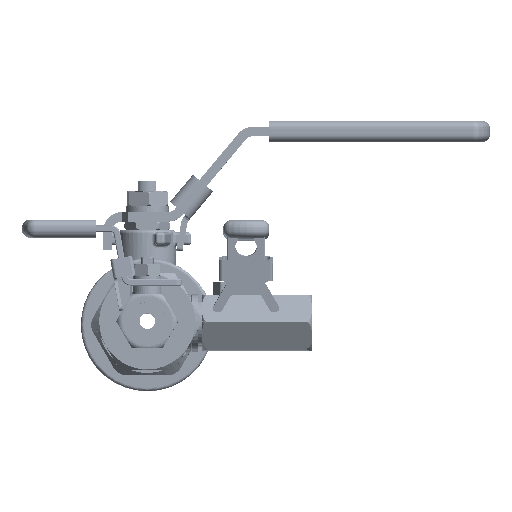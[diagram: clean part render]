
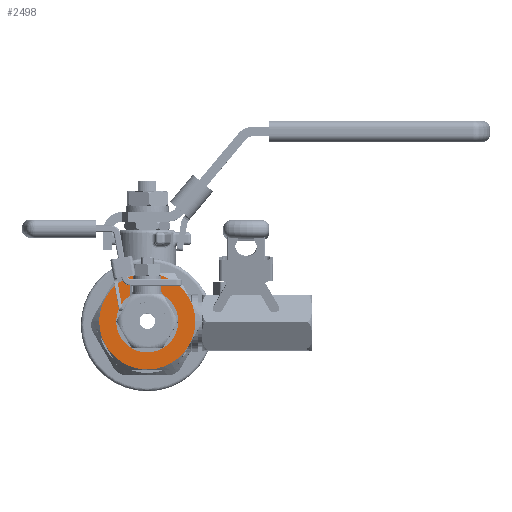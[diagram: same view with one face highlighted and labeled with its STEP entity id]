
A CAD part, top view. The second image highlights one B-rep face of the part: STEP entity #2498.
In plain terms, the highlighted planar face has unit normal (0, 0, 1).
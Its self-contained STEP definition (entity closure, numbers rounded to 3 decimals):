
#1043 = DIRECTION ( 'NONE',  ( 0., 0., 1. ) ) ;
#2427 = CARTESIAN_POINT ( 'NONE',  ( 0., -15.2, 23.5 ) ) ;
#2498 = ADVANCED_FACE ( 'NONE', ( #13306, #12945 ), #18987, .T. ) ;
#3895 = DIRECTION ( 'NONE',  ( 0., 0., 1. ) ) ;
#6606 = AXIS2_PLACEMENT_3D ( 'NONE', #15999, #33347, #23498 ) ;
#7751 = DIRECTION ( 'NONE',  ( 0., 0., 1. ) ) ;
#11371 = VERTEX_POINT ( 'NONE', #45575 ) ;
#12370 = AXIS2_PLACEMENT_3D ( 'NONE', #32614, #44293, #61894 ) ;
#12945 = FACE_OUTER_BOUND ( 'NONE', #24501, .T. ) ;
#13306 = FACE_BOUND ( 'NONE', #67900, .T. ) ;
#13978 = CARTESIAN_POINT ( 'NONE',  ( 0., 0., 23.5 ) ) ;
#14793 = ORIENTED_EDGE ( 'NONE', *, *, #62300, .T. ) ;
#15106 = ORIENTED_EDGE ( 'NONE', *, *, #33372, .T. ) ;
#15341 = ORIENTED_EDGE ( 'NONE', *, *, #48465, .T. ) ;
#15358 = CARTESIAN_POINT ( 'NONE',  ( 9.8, 0., 23.5 ) ) ;
#15999 = CARTESIAN_POINT ( 'NONE',  ( 0., 0., 23.5 ) ) ;
#17600 = CARTESIAN_POINT ( 'NONE',  ( 13.164, -7.6, 23.5 ) ) ;
#18602 = VERTEX_POINT ( 'NONE', #27771 ) ;
#18666 = CIRCLE ( 'NONE', #63080, 15.2 ) ;
#18987 = PLANE ( 'NONE',  #48885 ) ;
#19092 = CARTESIAN_POINT ( 'NONE',  ( 0., 0., 23.5 ) ) ;
#19830 = DIRECTION ( 'NONE',  ( 0., 0., 1. ) ) ;
#19947 = ORIENTED_EDGE ( 'NONE', *, *, #29773, .T. ) ;
#20636 = EDGE_CURVE ( 'NONE', #11371, #47487, #29046, .T. ) ;
#21145 = VERTEX_POINT ( 'NONE', #2427 ) ;
#21846 = AXIS2_PLACEMENT_3D ( 'NONE', #26099, #3895, #60672 ) ;
#23498 = DIRECTION ( 'NONE',  ( -1., 0., 0. ) ) ;
#23986 = DIRECTION ( 'NONE',  ( 1., 0., 0. ) ) ;
#24419 = CIRCLE ( 'NONE', #73649, 15.2 ) ;
#24501 = EDGE_LOOP ( 'NONE', ( #19947, #14793, #50766, #15341, #42224, #74041, #15106 ) ) ;
#25427 = DIRECTION ( 'NONE',  ( 1., 0., 0. ) ) ;
#25873 = ORIENTED_EDGE ( 'NONE', *, *, #27698, .F. ) ;
#26099 = CARTESIAN_POINT ( 'NONE',  ( 0., 0., 23.5 ) ) ;
#27698 = EDGE_CURVE ( 'NONE', #47487, #11371, #68524, .T. ) ;
#27771 = CARTESIAN_POINT ( 'NONE',  ( 0., 15.2, 23.5 ) ) ;
#29046 = CIRCLE ( 'NONE', #71105, 9.8 ) ;
#29773 = EDGE_CURVE ( 'NONE', #39332, #47720, #47078, .T. ) ;
#29884 = CARTESIAN_POINT ( 'NONE',  ( 13.164, 7.6, 23.5 ) ) ;
#32579 = EDGE_CURVE ( 'NONE', #66121, #18602, #39069, .T. ) ;
#32614 = CARTESIAN_POINT ( 'NONE',  ( 0., 0., 23.5 ) ) ;
#33347 = DIRECTION ( 'NONE',  ( 0., 0., -1. ) ) ;
#33372 = EDGE_CURVE ( 'NONE', #21145, #39332, #18666, .T. ) ;
#35813 = CARTESIAN_POINT ( 'NONE',  ( -13.164, 7.6, 23.5 ) ) ;
#35936 = DIRECTION ( 'NONE',  ( 0., 0., 1. ) ) ;
#37260 = CARTESIAN_POINT ( 'NONE',  ( -15.2, 0., 23.5 ) ) ;
#39069 = CIRCLE ( 'NONE', #6606, 15.2 ) ;
#39332 = VERTEX_POINT ( 'NONE', #17600 ) ;
#41943 = DIRECTION ( 'NONE',  ( 1., 0., 0. ) ) ;
#42224 = ORIENTED_EDGE ( 'NONE', *, *, #48577, .T. ) ;
#42593 = DIRECTION ( 'NONE',  ( 1., 0., 0. ) ) ;
#44293 = DIRECTION ( 'NONE',  ( 0., 0., 1. ) ) ;
#44468 = CARTESIAN_POINT ( 'NONE',  ( 0., 0., 23.5 ) ) ;
#45575 = CARTESIAN_POINT ( 'NONE',  ( -9.8, 0., 23.5 ) ) ;
#46059 = CIRCLE ( 'NONE', #12370, 15.2 ) ;
#47078 = CIRCLE ( 'NONE', #21846, 15.2 ) ;
#47487 = VERTEX_POINT ( 'NONE', #15358 ) ;
#47720 = VERTEX_POINT ( 'NONE', #29884 ) ;
#48178 = AXIS2_PLACEMENT_3D ( 'NONE', #70268, #63882, #52234 ) ;
#48465 = EDGE_CURVE ( 'NONE', #66121, #73935, #24419, .T. ) ;
#48577 = EDGE_CURVE ( 'NONE', #73935, #56515, #46059, .T. ) ;
#48685 = CARTESIAN_POINT ( 'NONE',  ( 0., 0., 23.5 ) ) ;
#48778 = AXIS2_PLACEMENT_3D ( 'NONE', #58515, #7751, #25427 ) ;
#48885 = AXIS2_PLACEMENT_3D ( 'NONE', #48685, #35936, #41943 ) ;
#50766 = ORIENTED_EDGE ( 'NONE', *, *, #32579, .F. ) ;
#52234 = DIRECTION ( 'NONE',  ( 1., 0., 0. ) ) ;
#52701 = CARTESIAN_POINT ( 'NONE',  ( -13.164, -7.6, 23.5 ) ) ;
#54066 = DIRECTION ( 'NONE',  ( 1., 0., 0. ) ) ;
#55300 = AXIS2_PLACEMENT_3D ( 'NONE', #13978, #71519, #42593 ) ;
#55927 = CIRCLE ( 'NONE', #48778, 15.2 ) ;
#56515 = VERTEX_POINT ( 'NONE', #52701 ) ;
#57677 = CIRCLE ( 'NONE', #55300, 15.2 ) ;
#58515 = CARTESIAN_POINT ( 'NONE',  ( 0., 0., 23.5 ) ) ;
#60065 = CARTESIAN_POINT ( 'NONE',  ( 0., 0., 23.5 ) ) ;
#60672 = DIRECTION ( 'NONE',  ( 1., 0., 0. ) ) ;
#61697 = DIRECTION ( 'NONE',  ( 0., 0., 1. ) ) ;
#61894 = DIRECTION ( 'NONE',  ( 1., 0., 0. ) ) ;
#62300 = EDGE_CURVE ( 'NONE', #47720, #18602, #57677, .T. ) ;
#63080 = AXIS2_PLACEMENT_3D ( 'NONE', #19092, #1043, #23986 ) ;
#63882 = DIRECTION ( 'NONE',  ( 0., 0., 1. ) ) ;
#66121 = VERTEX_POINT ( 'NONE', #35813 ) ;
#66980 = ORIENTED_EDGE ( 'NONE', *, *, #20636, .F. ) ;
#67900 = EDGE_LOOP ( 'NONE', ( #66980, #25873 ) ) ;
#68524 = CIRCLE ( 'NONE', #48178, 9.8 ) ;
#70268 = CARTESIAN_POINT ( 'NONE',  ( 0., 0., 23.5 ) ) ;
#71105 = AXIS2_PLACEMENT_3D ( 'NONE', #44468, #61697, #73731 ) ;
#71519 = DIRECTION ( 'NONE',  ( 0., 0., 1. ) ) ;
#71704 = EDGE_CURVE ( 'NONE', #56515, #21145, #55927, .T. ) ;
#73649 = AXIS2_PLACEMENT_3D ( 'NONE', #60065, #19830, #54066 ) ;
#73731 = DIRECTION ( 'NONE',  ( 1., 0., 0. ) ) ;
#73935 = VERTEX_POINT ( 'NONE', #37260 ) ;
#74041 = ORIENTED_EDGE ( 'NONE', *, *, #71704, .T. ) ;
